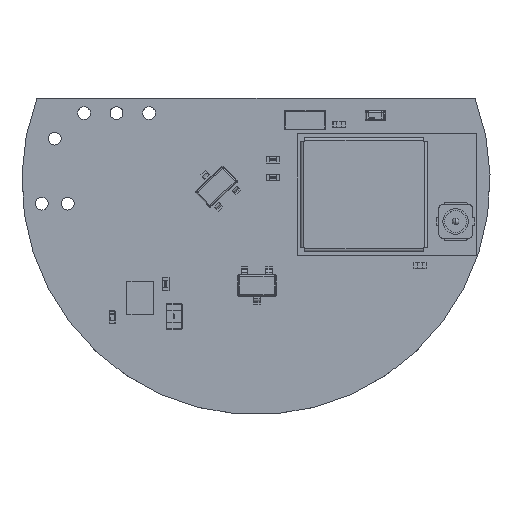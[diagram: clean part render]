
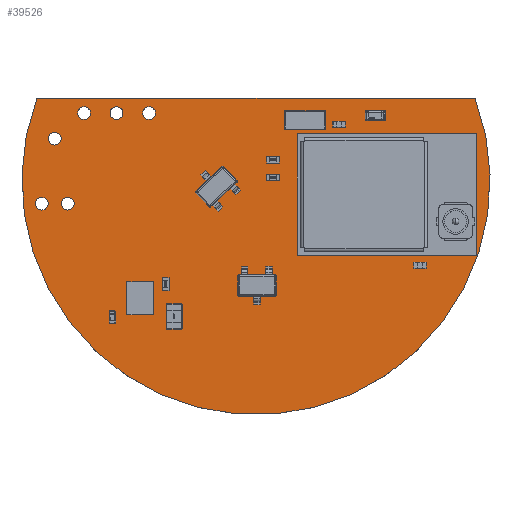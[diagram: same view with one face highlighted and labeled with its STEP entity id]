
A CAD part, top view. The second image highlights one B-rep face of the part: STEP entity #39526.
In plain terms, the highlighted planar face has unit normal (0, 0, 1).
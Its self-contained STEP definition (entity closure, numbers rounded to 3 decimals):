
#39346 = VERTEX_POINT('',#39347);
#39347 = CARTESIAN_POINT('',(56.17,22.53,1.51));
#39353 = EDGE_CURVE('',#39346,#39354,#39356,.T.);
#39354 = VERTEX_POINT('',#39355);
#39355 = CARTESIAN_POINT('',(21.92,22.53,1.51));
#39356 = CIRCLE('',#39357,18.3);
#39357 = AXIS2_PLACEMENT_3D('',#39358,#39359,#39360);
#39358 = CARTESIAN_POINT('',(39.045,16.078,1.51));
#39359 = DIRECTION('',(0.,0.,-1.));
#39360 = DIRECTION('',(0.936,0.353,0.));
#39388 = VERTEX_POINT('',#39389);
#39389 = CARTESIAN_POINT('',(56.17,22.53,1.51));
#39395 = EDGE_CURVE('',#39388,#39346,#39396,.T.);
#39396 = LINE('',#39397,#39398);
#39397 = CARTESIAN_POINT('',(56.17,22.53,1.51));
#39398 = VECTOR('',#39399,1.);
#39399 = DIRECTION('',(-0.243,-0.97,0.));
#39417 = EDGE_CURVE('',#39354,#39418,#39420,.T.);
#39418 = VERTEX_POINT('',#39419);
#39419 = CARTESIAN_POINT('',(21.92,22.53,1.51));
#39420 = LINE('',#39421,#39422);
#39421 = CARTESIAN_POINT('',(21.92,22.53,1.51));
#39422 = VECTOR('',#39423,1.);
#39423 = DIRECTION('',(-0.243,0.97,0.));
#39526 = ADVANCED_FACE('',(#39527,#39538,#39549,#39560,#39571,#39582,
    #39593),#39604,.T.);
#39527 = FACE_BOUND('',#39528,.T.);
#39528 = EDGE_LOOP('',(#39529,#39530,#39531,#39537));
#39529 = ORIENTED_EDGE('',*,*,#39353,.F.);
#39530 = ORIENTED_EDGE('',*,*,#39395,.F.);
#39531 = ORIENTED_EDGE('',*,*,#39532,.F.);
#39532 = EDGE_CURVE('',#39418,#39388,#39533,.T.);
#39533 = LINE('',#39534,#39535);
#39534 = CARTESIAN_POINT('',(21.92,22.53,1.51));
#39535 = VECTOR('',#39536,1.);
#39536 = DIRECTION('',(1.,0.,0.));
#39537 = ORIENTED_EDGE('',*,*,#39417,.F.);
#39538 = FACE_BOUND('',#39539,.T.);
#39539 = EDGE_LOOP('',(#39540));
#39540 = ORIENTED_EDGE('',*,*,#39541,.T.);
#39541 = EDGE_CURVE('',#39542,#39542,#39544,.T.);
#39542 = VERTEX_POINT('',#39543);
#39543 = CARTESIAN_POINT('',(22.301,13.779,1.51));
#39544 = CIRCLE('',#39545,0.496);
#39545 = AXIS2_PLACEMENT_3D('',#39546,#39547,#39548);
#39546 = CARTESIAN_POINT('',(22.301,14.275,1.51));
#39547 = DIRECTION('',(-0.,0.,-1.));
#39548 = DIRECTION('',(-0.,-1.,0.));
#39549 = FACE_BOUND('',#39550,.T.);
#39550 = EDGE_LOOP('',(#39551));
#39551 = ORIENTED_EDGE('',*,*,#39552,.T.);
#39552 = EDGE_CURVE('',#39553,#39553,#39555,.T.);
#39553 = VERTEX_POINT('',#39554);
#39554 = CARTESIAN_POINT('',(24.333,13.779,1.51));
#39555 = CIRCLE('',#39556,0.496);
#39556 = AXIS2_PLACEMENT_3D('',#39557,#39558,#39559);
#39557 = CARTESIAN_POINT('',(24.333,14.275,1.51));
#39558 = DIRECTION('',(-0.,0.,-1.));
#39559 = DIRECTION('',(-0.,-1.,0.));
#39560 = FACE_BOUND('',#39561,.T.);
#39561 = EDGE_LOOP('',(#39562));
#39562 = ORIENTED_EDGE('',*,*,#39563,.T.);
#39563 = EDGE_CURVE('',#39564,#39564,#39566,.T.);
#39564 = VERTEX_POINT('',#39565);
#39565 = CARTESIAN_POINT('',(23.317,18.859,1.51));
#39566 = CIRCLE('',#39567,0.496);
#39567 = AXIS2_PLACEMENT_3D('',#39568,#39569,#39570);
#39568 = CARTESIAN_POINT('',(23.317,19.355,1.51));
#39569 = DIRECTION('',(-0.,0.,-1.));
#39570 = DIRECTION('',(-0.,-1.,0.));
#39571 = FACE_BOUND('',#39572,.T.);
#39572 = EDGE_LOOP('',(#39573));
#39573 = ORIENTED_EDGE('',*,*,#39574,.T.);
#39574 = EDGE_CURVE('',#39575,#39575,#39577,.T.);
#39575 = VERTEX_POINT('',#39576);
#39576 = CARTESIAN_POINT('',(25.6,20.857,1.51));
#39577 = CIRCLE('',#39578,0.5);
#39578 = AXIS2_PLACEMENT_3D('',#39579,#39580,#39581);
#39579 = CARTESIAN_POINT('',(25.6,21.357,1.51));
#39580 = DIRECTION('',(-0.,0.,-1.));
#39581 = DIRECTION('',(-0.,-1.,0.));
#39582 = FACE_BOUND('',#39583,.T.);
#39583 = EDGE_LOOP('',(#39584));
#39584 = ORIENTED_EDGE('',*,*,#39585,.T.);
#39585 = EDGE_CURVE('',#39586,#39586,#39588,.T.);
#39586 = VERTEX_POINT('',#39587);
#39587 = CARTESIAN_POINT('',(28.14,20.857,1.51));
#39588 = CIRCLE('',#39589,0.5);
#39589 = AXIS2_PLACEMENT_3D('',#39590,#39591,#39592);
#39590 = CARTESIAN_POINT('',(28.14,21.357,1.51));
#39591 = DIRECTION('',(-0.,0.,-1.));
#39592 = DIRECTION('',(-0.,-1.,0.));
#39593 = FACE_BOUND('',#39594,.T.);
#39594 = EDGE_LOOP('',(#39595));
#39595 = ORIENTED_EDGE('',*,*,#39596,.T.);
#39596 = EDGE_CURVE('',#39597,#39597,#39599,.T.);
#39597 = VERTEX_POINT('',#39598);
#39598 = CARTESIAN_POINT('',(30.68,20.857,1.51));
#39599 = CIRCLE('',#39600,0.5);
#39600 = AXIS2_PLACEMENT_3D('',#39601,#39602,#39603);
#39601 = CARTESIAN_POINT('',(30.68,21.357,1.51));
#39602 = DIRECTION('',(-0.,0.,-1.));
#39603 = DIRECTION('',(-0.,-1.,0.));
#39604 = PLANE('',#39605);
#39605 = AXIS2_PLACEMENT_3D('',#39606,#39607,#39608);
#39606 = CARTESIAN_POINT('',(0.,0.,1.51));
#39607 = DIRECTION('',(0.,0.,1.));
#39608 = DIRECTION('',(1.,0.,-0.));
